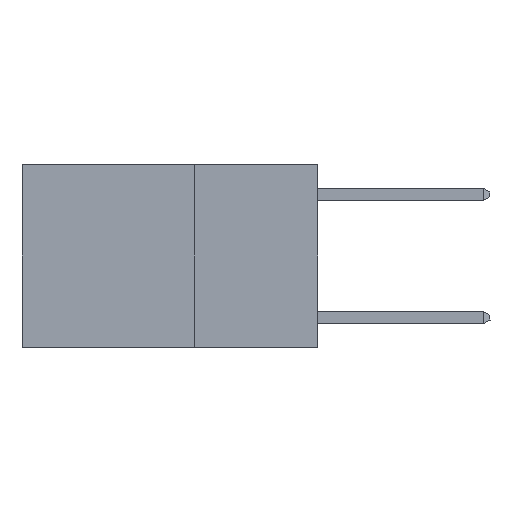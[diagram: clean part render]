
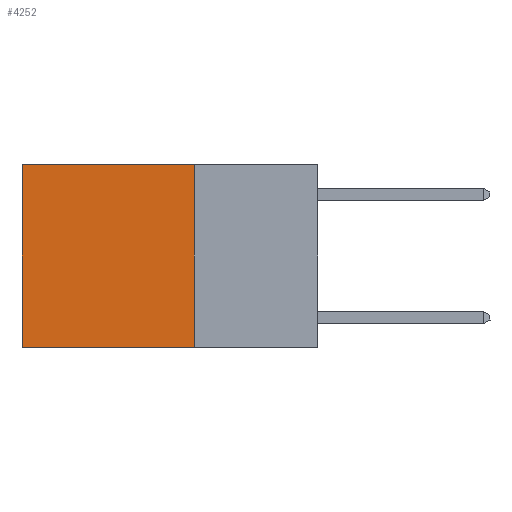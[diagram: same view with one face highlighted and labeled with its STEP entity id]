
A CAD part, left-side view. The second image highlights one B-rep face of the part: STEP entity #4252.
In plain terms, the highlighted planar face has unit normal (-1, 0, 0).
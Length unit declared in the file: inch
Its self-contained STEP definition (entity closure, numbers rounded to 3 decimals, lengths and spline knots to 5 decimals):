
#193 = EDGE_CURVE ( 'NONE', #623, #4203, #9584, .T. ) ;
#208 = CARTESIAN_POINT ( 'NONE',  ( 0.2625, 0.6, 0. ) ) ;
#372 = ORIENTED_EDGE ( 'NONE', *, *, #10457, .F. ) ;
#623 = VERTEX_POINT ( 'NONE', #3542 ) ;
#668 = LINE ( 'NONE', #12132, #10916 ) ;
#706 = DIRECTION ( 'NONE',  ( 0., 1., 0. ) ) ;
#1742 = CARTESIAN_POINT ( 'NONE',  ( 0.2625, 0.25, 0. ) ) ;
#2489 = EDGE_LOOP ( 'NONE', ( #4815, #372, #9433, #7775 ) ) ;
#2716 = PLANE ( 'NONE',  #12415 ) ;
#2937 = CARTESIAN_POINT ( 'NONE',  ( 0.2625, 0.25, -0.37 ) ) ;
#2985 = LINE ( 'NONE', #208, #5964 ) ;
#3542 = CARTESIAN_POINT ( 'NONE',  ( 0.2625, 0.25, 0. ) ) ;
#3711 = CARTESIAN_POINT ( 'NONE',  ( 0.2625, 0.25, 0. ) ) ;
#4203 = VERTEX_POINT ( 'NONE', #10553 ) ;
#4252 = ADVANCED_FACE ( 'NONE', ( #5141 ), #2716, .F. ) ;
#4595 = VECTOR ( 'NONE', #5918, 39.37008 ) ;
#4741 = DIRECTION ( 'NONE',  ( 0., 0., -1. ) ) ;
#4815 = ORIENTED_EDGE ( 'NONE', *, *, #11505, .T. ) ;
#4917 = LINE ( 'NONE', #2937, #4595 ) ;
#5141 = FACE_OUTER_BOUND ( 'NONE', #2489, .T. ) ;
#5797 = CARTESIAN_POINT ( 'NONE',  ( 0.2625, 0.25, -0.37 ) ) ;
#5918 = DIRECTION ( 'NONE',  ( 0., 1., 0. ) ) ;
#5964 = VECTOR ( 'NONE', #6203, 39.37008 ) ;
#6203 = DIRECTION ( 'NONE',  ( 0., 0., -1. ) ) ;
#7581 = EDGE_CURVE ( 'NONE', #623, #10352, #668, .T. ) ;
#7775 = ORIENTED_EDGE ( 'NONE', *, *, #193, .T. ) ;
#8393 = VERTEX_POINT ( 'NONE', #12517 ) ;
#9433 = ORIENTED_EDGE ( 'NONE', *, *, #7581, .F. ) ;
#9584 = LINE ( 'NONE', #1742, #11559 ) ;
#10352 = VERTEX_POINT ( 'NONE', #5797 ) ;
#10457 = EDGE_CURVE ( 'NONE', #10352, #8393, #4917, .T. ) ;
#10553 = CARTESIAN_POINT ( 'NONE',  ( 0.2625, 0.6, 0. ) ) ;
#10633 = DIRECTION ( 'NONE',  ( 1., 0., 0. ) ) ;
#10916 = VECTOR ( 'NONE', #11164, 39.37008 ) ;
#11164 = DIRECTION ( 'NONE',  ( 0., 0., -1. ) ) ;
#11505 = EDGE_CURVE ( 'NONE', #4203, #8393, #2985, .T. ) ;
#11559 = VECTOR ( 'NONE', #706, 39.37008 ) ;
#12132 = CARTESIAN_POINT ( 'NONE',  ( 0.2625, 0.25, 0. ) ) ;
#12415 = AXIS2_PLACEMENT_3D ( 'NONE', #3711, #10633, #4741 ) ;
#12517 = CARTESIAN_POINT ( 'NONE',  ( 0.2625, 0.6, -0.37 ) ) ;
